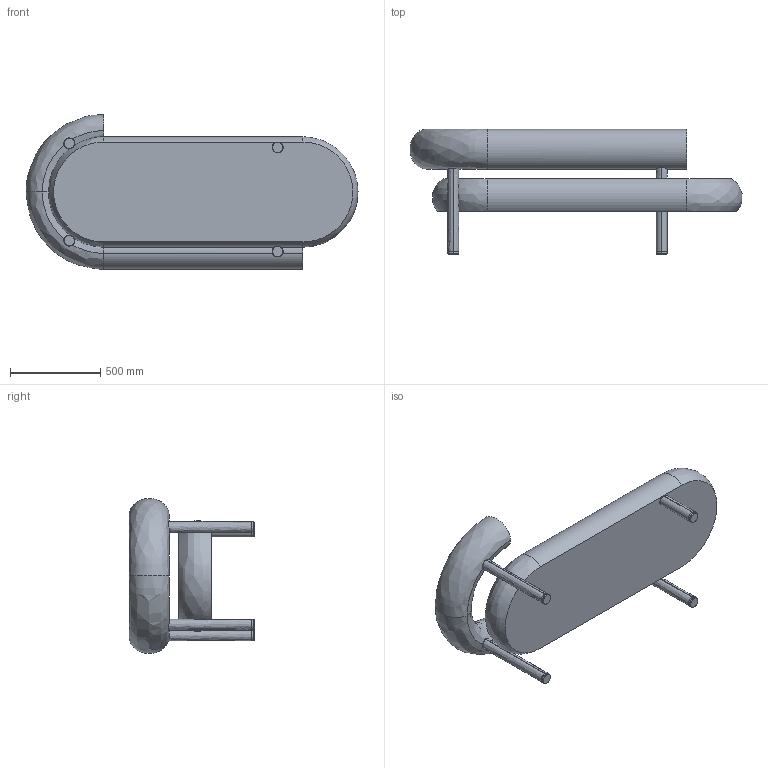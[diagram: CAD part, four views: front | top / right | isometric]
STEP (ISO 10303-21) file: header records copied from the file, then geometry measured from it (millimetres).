
FILE_DESCRIPTION(/* description */ (''),/* implementation_level */ '2;1');
FILE_NAME(/* name */ 'Fat Chaise',/* time_stamp */ '2022-07-14T16:10:03+01:00',/* author */ (''),/* organization */ (''),/* preprocessor_version */ 'ST-DEVELOPER v16.5',/* originating_system */ '',/* authorisation */ '');
FILE_SCHEMA (('AUTOMOTIVE_DESIGN'));
Length unit declared in the file: millimetre
Products named in the file (1): Document
Bounding box: 1841.41 x 695 x 860 mm (x, y, z)
Volume: 68401710.8 mm3; surface area: 4579044.7 mm2
Topology: 10 solids, 11 shells, 80 faces, 148 edges, 98 vertices
Faces by surface type: bspline 53, plane 27
Entity records: 3273 total; most frequent: CARTESIAN_POINT 2158, ORIENTED_EDGE 296, EDGE_CURVE 148, VERTEX_POINT 98, EDGE_LOOP 96, ADVANCED_FACE 80, FACE_OUTER_BOUND 80, B_SPLINE_CURVE_WITH_KNOTS 68
